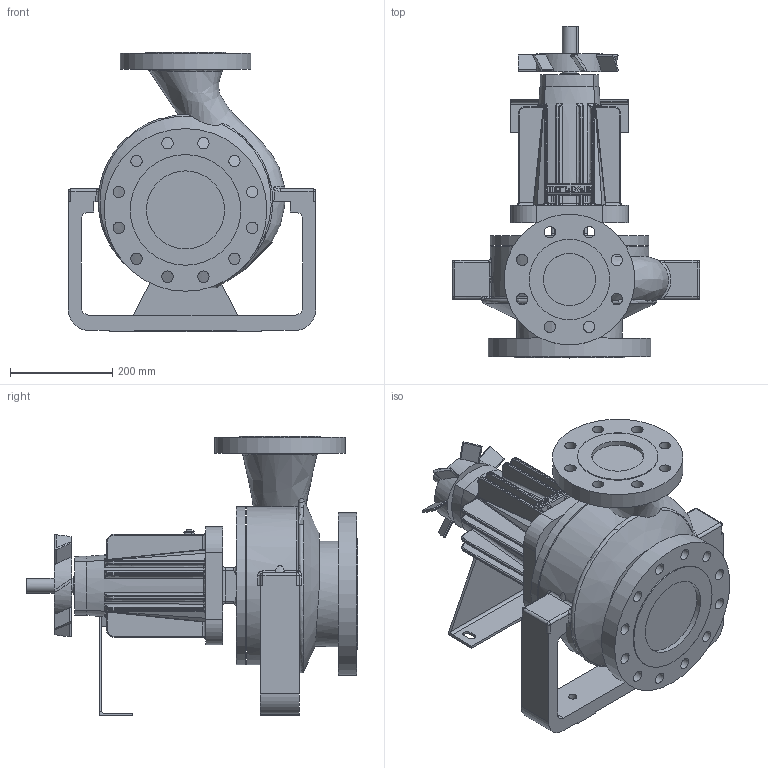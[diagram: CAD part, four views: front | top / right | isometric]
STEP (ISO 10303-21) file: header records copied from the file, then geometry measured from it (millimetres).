
FILE_DESCRIPTION(/* description */ ('Unknown'),/* implementation_level */ '2;1');
FILE_NAME(/* name */ 'CTP 4x6x8,5',/* time_stamp */ '2016-06-28T11:31:10+02:00',/* author */ ('Unknown'),/* organization */ ('Unknown'),/* preprocessor_version */ 'ST-DEVELOPER v16',/* originating_system */ 'DEX',/* authorisation */ $);
FILE_SCHEMA (('AUTOMOTIVE_DESIGN {1 0 10303 214 3 1 1}'));
Length unit declared in the file: millimetre
Products named in the file (1): Maatschets3D CTP pump only
Bounding box: 482.6 x 647.7 x 546.1 mm (x, y, z)
Volume: 28928561 mm3; surface area: 1534639 mm2
Topology: 1 solids, 1 shells, 808 faces, 2059 edges, 1194 vertices
Faces by surface type: plane 265, cylinder 261, bspline 202, torus 49, sphere 28, cone 3
Full cylindrical faces by diameter (mm): 16 x2, 22.225 x20, 28.563 x2, 35 x1, 101.6 x1, 117 x1, 130 x1, 152.4 x1, 157.162 x1, 206 x1, 215.9 x1, 235 x1, 255 x1, 309 x2, 317.5 x1
Entity records: 41894 total; most frequent: CARTESIAN_POINT 18648, ORIENTED_EDGE 3796, DIRECTION 3319, EDGE_CURVE 1898, AXIS2_PLACEMENT_3D 1271, VERTEX_POINT 1163, EDGE_LOOP 929, FACE_BOUND 929
